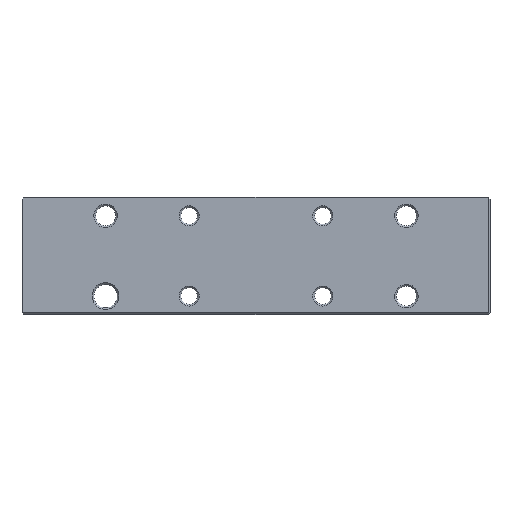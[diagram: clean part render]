
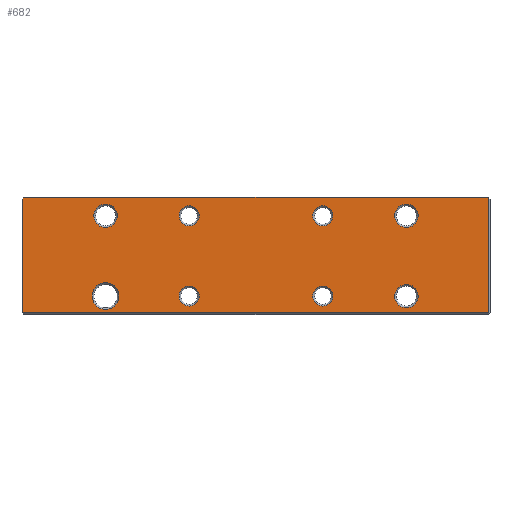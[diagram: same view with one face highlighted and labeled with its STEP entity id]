
A CAD part, top view. The second image highlights one B-rep face of the part: STEP entity #682.
In plain terms, the highlighted planar face has unit normal (0, 0, 1).
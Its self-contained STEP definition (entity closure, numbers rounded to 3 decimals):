
#23=FACE_BOUND('',#105,.T.);
#24=FACE_BOUND('',#106,.T.);
#25=FACE_BOUND('',#107,.T.);
#26=FACE_BOUND('',#108,.T.);
#27=FACE_BOUND('',#109,.T.);
#28=FACE_BOUND('',#110,.T.);
#29=FACE_BOUND('',#111,.T.);
#30=FACE_BOUND('',#112,.T.);
#39=PLANE('',#742);
#60=FACE_OUTER_BOUND('',#104,.T.);
#104=EDGE_LOOP('',(#477,#478,#479,#480,#481));
#105=EDGE_LOOP('',(#482));
#106=EDGE_LOOP('',(#483));
#107=EDGE_LOOP('',(#484));
#108=EDGE_LOOP('',(#485));
#109=EDGE_LOOP('',(#486));
#110=EDGE_LOOP('',(#487));
#111=EDGE_LOOP('',(#488));
#112=EDGE_LOOP('',(#489));
#164=LINE('',#1043,#228);
#165=LINE('',#1045,#229);
#166=LINE('',#1047,#230);
#167=LINE('',#1049,#231);
#168=LINE('',#1050,#232);
#228=VECTOR('',#826,10.);
#229=VECTOR('',#827,10.);
#230=VECTOR('',#828,10.);
#231=VECTOR('',#829,10.);
#232=VECTOR('',#830,10.);
#291=CIRCLE('',#740,3.5);
#293=CIRCLE('',#743,4.);
#294=CIRCLE('',#744,3.);
#295=CIRCLE('',#745,3.);
#296=CIRCLE('',#746,3.5);
#297=CIRCLE('',#747,3.5);
#298=CIRCLE('',#748,3.);
#299=CIRCLE('',#749,3.);
#323=VERTEX_POINT('',#1035);
#325=VERTEX_POINT('',#1041);
#326=VERTEX_POINT('',#1042);
#327=VERTEX_POINT('',#1044);
#328=VERTEX_POINT('',#1046);
#329=VERTEX_POINT('',#1048);
#330=VERTEX_POINT('',#1051);
#331=VERTEX_POINT('',#1053);
#332=VERTEX_POINT('',#1055);
#333=VERTEX_POINT('',#1057);
#334=VERTEX_POINT('',#1059);
#335=VERTEX_POINT('',#1061);
#336=VERTEX_POINT('',#1063);
#377=EDGE_CURVE('',#323,#323,#291,.T.);
#380=EDGE_CURVE('',#325,#326,#164,.T.);
#381=EDGE_CURVE('',#325,#327,#165,.T.);
#382=EDGE_CURVE('',#328,#327,#166,.T.);
#383=EDGE_CURVE('',#328,#329,#167,.T.);
#384=EDGE_CURVE('',#326,#329,#168,.T.);
#385=EDGE_CURVE('',#330,#330,#293,.T.);
#386=EDGE_CURVE('',#331,#331,#294,.T.);
#387=EDGE_CURVE('',#332,#332,#295,.T.);
#388=EDGE_CURVE('',#333,#333,#296,.T.);
#389=EDGE_CURVE('',#334,#334,#297,.T.);
#390=EDGE_CURVE('',#335,#335,#298,.T.);
#391=EDGE_CURVE('',#336,#336,#299,.T.);
#477=ORIENTED_EDGE('',*,*,#380,.F.);
#478=ORIENTED_EDGE('',*,*,#381,.T.);
#479=ORIENTED_EDGE('',*,*,#382,.F.);
#480=ORIENTED_EDGE('',*,*,#383,.T.);
#481=ORIENTED_EDGE('',*,*,#384,.F.);
#482=ORIENTED_EDGE('',*,*,#385,.F.);
#483=ORIENTED_EDGE('',*,*,#386,.F.);
#484=ORIENTED_EDGE('',*,*,#387,.F.);
#485=ORIENTED_EDGE('',*,*,#388,.F.);
#486=ORIENTED_EDGE('',*,*,#389,.F.);
#487=ORIENTED_EDGE('',*,*,#390,.F.);
#488=ORIENTED_EDGE('',*,*,#391,.F.);
#489=ORIENTED_EDGE('',*,*,#377,.F.);
#682=ADVANCED_FACE('',(#60,#23,#24,#25,#26,#27,#28,#29,#30),#39,.T.);
#740=AXIS2_PLACEMENT_3D('',#1036,#819,#820);
#742=AXIS2_PLACEMENT_3D('',#1040,#824,#825);
#743=AXIS2_PLACEMENT_3D('',#1052,#831,#832);
#744=AXIS2_PLACEMENT_3D('',#1054,#833,#834);
#745=AXIS2_PLACEMENT_3D('',#1056,#835,#836);
#746=AXIS2_PLACEMENT_3D('',#1058,#837,#838);
#747=AXIS2_PLACEMENT_3D('',#1060,#839,#840);
#748=AXIS2_PLACEMENT_3D('',#1062,#841,#842);
#749=AXIS2_PLACEMENT_3D('',#1064,#843,#844);
#819=DIRECTION('center_axis',(0.,0.,1.));
#820=DIRECTION('ref_axis',(1.,0.,0.));
#824=DIRECTION('center_axis',(0.,0.,1.));
#825=DIRECTION('ref_axis',(1.,0.,0.));
#826=DIRECTION('',(0.,-1.,0.));
#827=DIRECTION('',(-1.,0.,0.));
#828=DIRECTION('',(0.707,0.707,0.));
#829=DIRECTION('',(0.,-1.,0.));
#830=DIRECTION('',(-1.,0.,0.));
#831=DIRECTION('center_axis',(0.,0.,1.));
#832=DIRECTION('ref_axis',(1.,0.,0.));
#833=DIRECTION('center_axis',(0.,0.,1.));
#834=DIRECTION('ref_axis',(1.,0.,0.));
#835=DIRECTION('center_axis',(0.,0.,1.));
#836=DIRECTION('ref_axis',(1.,0.,0.));
#837=DIRECTION('center_axis',(0.,0.,1.));
#838=DIRECTION('ref_axis',(1.,0.,0.));
#839=DIRECTION('center_axis',(0.,0.,1.));
#840=DIRECTION('ref_axis',(1.,0.,0.));
#841=DIRECTION('center_axis',(0.,0.,1.));
#842=DIRECTION('ref_axis',(1.,0.,0.));
#843=DIRECTION('center_axis',(0.,0.,1.));
#844=DIRECTION('ref_axis',(1.,0.,0.));
#1035=CARTESIAN_POINT('',(-48.5,29.5,6.));
#1036=CARTESIAN_POINT('Origin',(-45.,29.5,6.));
#1040=CARTESIAN_POINT('Origin',(0.,17.5,6.));
#1041=CARTESIAN_POINT('',(69.5,35.,6.));
#1042=CARTESIAN_POINT('',(69.5,0.5,6.));
#1043=CARTESIAN_POINT('',(69.5,8.75,6.));
#1044=CARTESIAN_POINT('',(-69.5,35.,6.));
#1045=CARTESIAN_POINT('',(70.,35.,6.));
#1046=CARTESIAN_POINT('',(-70.,34.5,6.));
#1047=CARTESIAN_POINT('',(-56.625,47.875,6.));
#1048=CARTESIAN_POINT('',(-70.,0.5,6.));
#1049=CARTESIAN_POINT('',(-70.,35.,6.));
#1050=CARTESIAN_POINT('',(-35.,0.5,6.));
#1051=CARTESIAN_POINT('',(-49.,5.5,6.));
#1052=CARTESIAN_POINT('Origin',(-45.,5.5,6.));
#1053=CARTESIAN_POINT('',(-23.,29.5,6.));
#1054=CARTESIAN_POINT('Origin',(-20.,29.5,6.));
#1055=CARTESIAN_POINT('',(17.,5.5,6.));
#1056=CARTESIAN_POINT('Origin',(20.,5.5,6.));
#1057=CARTESIAN_POINT('',(41.5,29.5,6.));
#1058=CARTESIAN_POINT('Origin',(45.,29.5,6.));
#1059=CARTESIAN_POINT('',(41.5,5.5,6.));
#1060=CARTESIAN_POINT('Origin',(45.,5.5,6.));
#1061=CARTESIAN_POINT('',(17.,29.5,6.));
#1062=CARTESIAN_POINT('Origin',(20.,29.5,6.));
#1063=CARTESIAN_POINT('',(-23.,5.5,6.));
#1064=CARTESIAN_POINT('Origin',(-20.,5.5,6.));
